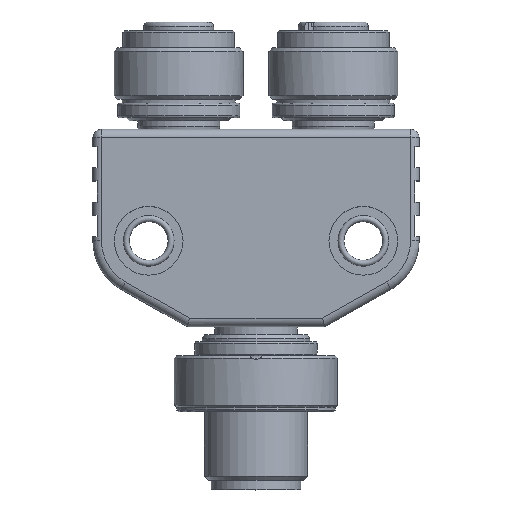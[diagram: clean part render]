
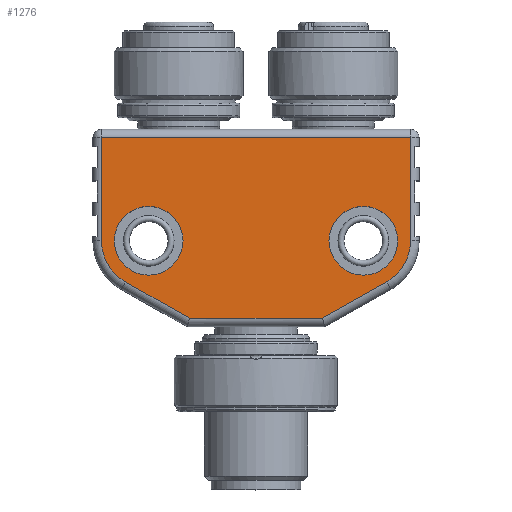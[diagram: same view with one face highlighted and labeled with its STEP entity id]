
A CAD part, top view. The second image highlights one B-rep face of the part: STEP entity #1276.
In plain terms, the highlighted planar face has unit normal (0, 0, 1).
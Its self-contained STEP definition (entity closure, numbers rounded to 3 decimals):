
#459=LINE('',#7655,#746);
#460=LINE('',#7658,#747);
#461=LINE('',#7660,#748);
#462=LINE('',#7664,#749);
#463=LINE('',#7666,#750);
#464=LINE('',#7668,#751);
#746=VECTOR('',#6095,1.);
#747=VECTOR('',#6096,1.);
#748=VECTOR('',#6097,1.);
#749=VECTOR('',#6100,1.);
#750=VECTOR('',#6101,1.);
#751=VECTOR('',#6102,1.);
#1031=FACE_BOUND('',#1978,.T.);
#1032=FACE_BOUND('',#1979,.T.);
#1033=FACE_BOUND('',#1980,.T.);
#1276=ADVANCED_FACE('',(#1031,#1032,#1033),#1610,.T.);
#1610=PLANE('',#5423);
#1978=EDGE_LOOP('',(#2461,#2462,#2463,#2464,#2465,#2466,#2467,#2468));
#1979=EDGE_LOOP('',(#2469));
#1980=EDGE_LOOP('',(#2470));
#2461=ORIENTED_EDGE('',*,*,#4404,.T.);
#2462=ORIENTED_EDGE('',*,*,#4405,.T.);
#2463=ORIENTED_EDGE('',*,*,#4406,.T.);
#2464=ORIENTED_EDGE('',*,*,#4407,.T.);
#2465=ORIENTED_EDGE('',*,*,#4408,.T.);
#2466=ORIENTED_EDGE('',*,*,#4409,.T.);
#2467=ORIENTED_EDGE('',*,*,#4410,.T.);
#2468=ORIENTED_EDGE('',*,*,#4411,.T.);
#2469=ORIENTED_EDGE('',*,*,#4412,.T.);
#2470=ORIENTED_EDGE('',*,*,#4413,.T.);
#3893=VERTEX_POINT('',#7656);
#3894=VERTEX_POINT('',#7657);
#3895=VERTEX_POINT('',#7659);
#3896=VERTEX_POINT('',#7661);
#3897=VERTEX_POINT('',#7663);
#3898=VERTEX_POINT('',#7665);
#3899=VERTEX_POINT('',#7667);
#3900=VERTEX_POINT('',#7669);
#3901=VERTEX_POINT('',#7672);
#3902=VERTEX_POINT('',#7674);
#4404=EDGE_CURVE('',#3893,#3894,#459,.T.);
#4405=EDGE_CURVE('',#3894,#3895,#460,.T.);
#4406=EDGE_CURVE('',#3895,#3896,#461,.T.);
#4407=EDGE_CURVE('',#3896,#3897,#5096,.T.);
#4408=EDGE_CURVE('',#3897,#3898,#462,.T.);
#4409=EDGE_CURVE('',#3898,#3899,#463,.T.);
#4410=EDGE_CURVE('',#3899,#3900,#464,.T.);
#4411=EDGE_CURVE('',#3900,#3893,#5097,.T.);
#4412=EDGE_CURVE('',#3901,#3901,#5098,.T.);
#4413=EDGE_CURVE('',#3902,#3902,#5099,.T.);
#5096=CIRCLE('',#5419,5.5);
#5097=CIRCLE('',#5420,5.5);
#5098=CIRCLE('',#5421,4.);
#5099=CIRCLE('',#5422,4.);
#5419=AXIS2_PLACEMENT_3D('',#7662,#6098,#6099);
#5420=AXIS2_PLACEMENT_3D('',#7670,#6103,#6104);
#5421=AXIS2_PLACEMENT_3D('',#7671,#6105,#6106);
#5422=AXIS2_PLACEMENT_3D('',#7673,#6107,#6108);
#5423=AXIS2_PLACEMENT_3D('',#7675,#6109,#6110);
#6095=DIRECTION('',(0.871,-0.491,0.));
#6096=DIRECTION('',(1.,0.,0.));
#6097=DIRECTION('',(0.871,0.491,0.));
#6098=DIRECTION('',(0.,0.,1.));
#6099=DIRECTION('',(1.,0.,0.));
#6100=DIRECTION('',(0.,1.,0.));
#6101=DIRECTION('',(-1.,0.,0.));
#6102=DIRECTION('',(0.,-1.,0.));
#6103=DIRECTION('',(0.,0.,1.));
#6104=DIRECTION('',(1.,0.,0.));
#6105=DIRECTION('',(0.,0.,-1.));
#6106=DIRECTION('',(1.,0.,0.));
#6107=DIRECTION('',(0.,0.,-1.));
#6108=DIRECTION('',(1.,0.,0.));
#6109=DIRECTION('',(0.,0.,1.));
#6110=DIRECTION('',(1.,0.,0.));
#7655=CARTESIAN_POINT('',(42.491,50.871,20.));
#7656=CARTESIAN_POINT('',(34.809,55.203,20.));
#7657=CARTESIAN_POINT('',(42.263,51.,20.));
#7658=CARTESIAN_POINT('',(58.,51.,20.));
#7659=CARTESIAN_POINT('',(57.737,51.,20.));
#7660=CARTESIAN_POINT('',(65.212,55.215,20.));
#7661=CARTESIAN_POINT('',(65.211,55.214,20.));
#7662=CARTESIAN_POINT('',(62.5,60.,20.));
#7663=CARTESIAN_POINT('',(68.,60.,20.));
#7664=CARTESIAN_POINT('',(68.,72.,20.));
#7665=CARTESIAN_POINT('',(68.,72.,20.));
#7666=CARTESIAN_POINT('',(32.,72.,20.));
#7667=CARTESIAN_POINT('',(32.,72.,20.));
#7668=CARTESIAN_POINT('',(32.,60.,20.));
#7669=CARTESIAN_POINT('',(32.,60.,20.));
#7670=CARTESIAN_POINT('',(37.5,60.,20.));
#7671=CARTESIAN_POINT('',(62.5,60.,20.));
#7672=CARTESIAN_POINT('',(66.5,60.,20.));
#7673=CARTESIAN_POINT('',(37.5,60.,20.));
#7674=CARTESIAN_POINT('',(41.5,60.,20.));
#7675=CARTESIAN_POINT('',(68.,72.,20.));
